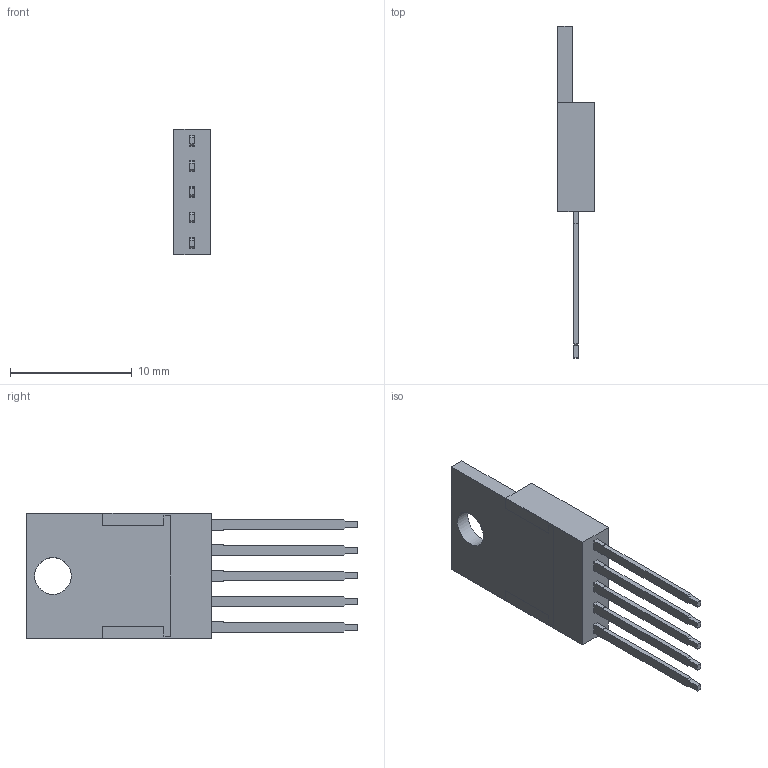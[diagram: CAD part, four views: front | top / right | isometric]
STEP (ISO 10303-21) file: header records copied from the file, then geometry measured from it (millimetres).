
FILE_DESCRIPTION(/* description */ (''),/* implementation_level */ '2;1');
FILE_NAME(/* name */ 'Regulador LM2596.step',/* time_stamp */ '2019-10-23T12:25:12-05:00',/* author */ (''),/* organization */ (''),/* preprocessor_version */ 'ST-DEVELOPER v18',/* originating_system */ 'Autodesk Translation Framework v8.6.0.1094',/* authorisation */ '');
FILE_SCHEMA (('AUTOMOTIVE_DESIGN { 1 0 10303 214 3 1 1 }'));
Length unit declared in the file: millimetre
Products named in the file (1): (Unsaved)
Bounding box: 3.02 x 27.2 x 10.3 mm (x, y, z)
Volume: 364.6 mm3; surface area: 580.5 mm2
Topology: 1 solids, 1 shells, 98 faces, 319 edges, 236 vertices
Faces by surface type: plane 96, cylinder 2
Full cylindrical faces by diameter (mm): 3 x1
Entity records: 4930 total; most frequent: CARTESIAN_POINT 1962, ORIENTED_EDGE 638, DIRECTION 491, EDGE_CURVE 319, LINE 281, VECTOR 281, VERTEX_POINT 236, EDGE_LOOP 113
